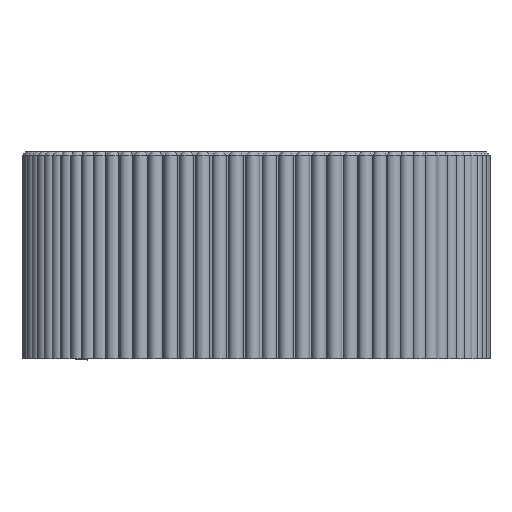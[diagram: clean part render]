
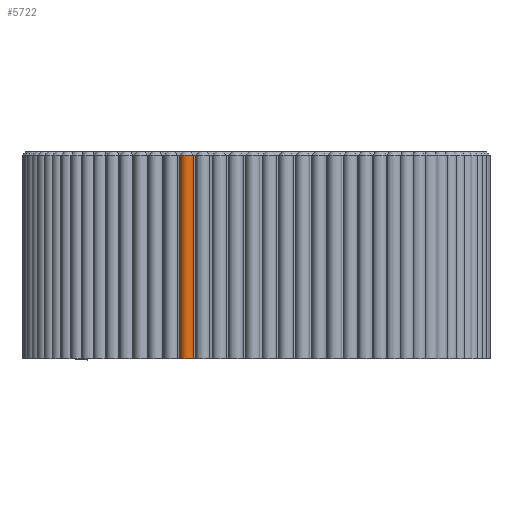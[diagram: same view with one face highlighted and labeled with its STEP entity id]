
A CAD part, left-side view. The second image highlights one B-rep face of the part: STEP entity #5722.
In plain terms, the highlighted cylindrical face has radius 0.428 mm (diameter 0.856 mm), a partial arc.
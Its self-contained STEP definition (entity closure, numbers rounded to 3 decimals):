
#432=FACE_OUTER_BOUND('',#812,.T.);
#812=EDGE_LOOP('',(#4561,#4562,#4563,#4564));
#1050=CIRCLE('',#6020,0.428);
#1354=CIRCLE('',#6495,0.428);
#1729=LINE('',#10968,#1915);
#1730=LINE('',#10972,#1916);
#1915=VECTOR('',#8051,10.);
#1916=VECTOR('',#8056,10.);
#2152=VERTEX_POINT('',#9341);
#2154=VERTEX_POINT('',#9352);
#2456=VERTEX_POINT('',#10966);
#2457=VERTEX_POINT('',#10970);
#2745=EDGE_CURVE('',#2152,#2154,#1050,.T.);
#3218=EDGE_CURVE('',#2456,#2152,#1729,.T.);
#3219=EDGE_CURVE('',#2456,#2457,#1354,.T.);
#3220=EDGE_CURVE('',#2457,#2154,#1730,.T.);
#4561=ORIENTED_EDGE('',*,*,#2745,.F.);
#4562=ORIENTED_EDGE('',*,*,#3218,.F.);
#4563=ORIENTED_EDGE('',*,*,#3219,.T.);
#4564=ORIENTED_EDGE('',*,*,#3220,.T.);
#5367=CYLINDRICAL_SURFACE('',#6494,0.428);
#5722=ADVANCED_FACE('',(#432),#5367,.T.);
#6020=AXIS2_PLACEMENT_3D('',#9353,#7068,#7069);
#6494=AXIS2_PLACEMENT_3D('',#10969,#8052,#8053);
#6495=AXIS2_PLACEMENT_3D('',#10971,#8054,#8055);
#7068=DIRECTION('center_axis',(0.,0.,1.));
#7069=DIRECTION('ref_axis',(-0.309,-0.951,0.));
#8051=DIRECTION('',(0.,0.,1.));
#8052=DIRECTION('center_axis',(0.,0.,1.));
#8053=DIRECTION('ref_axis',(-0.952,0.306,0.));
#8054=DIRECTION('center_axis',(0.,0.,1.));
#8055=DIRECTION('ref_axis',(0.309,0.951,0.));
#8056=DIRECTION('',(0.,0.,1.));
#9341=CARTESIAN_POINT('',(-12.715,4.536,11.9));
#9352=CARTESIAN_POINT('',(-12.977,3.721,11.9));
#9353=CARTESIAN_POINT('Origin',(-12.852,4.131,11.9));
#10966=CARTESIAN_POINT('',(-12.715,4.536,-0.2));
#10968=CARTESIAN_POINT('',(-12.715,4.536,0.));
#10969=CARTESIAN_POINT('Origin',(-12.852,4.131,0.));
#10970=CARTESIAN_POINT('',(-12.977,3.721,-0.2));
#10971=CARTESIAN_POINT('Origin',(-12.852,4.131,-0.2));
#10972=CARTESIAN_POINT('',(-12.977,3.721,0.));
